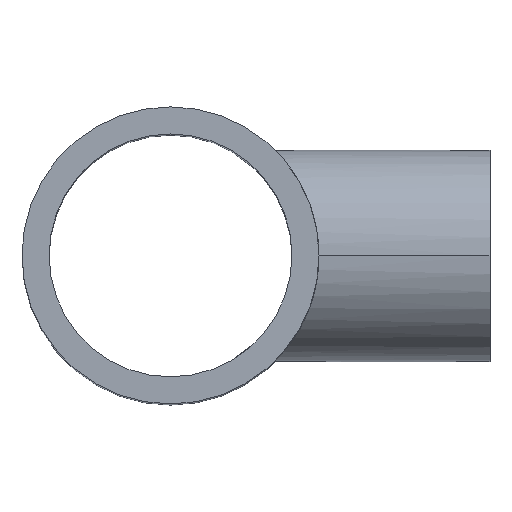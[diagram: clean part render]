
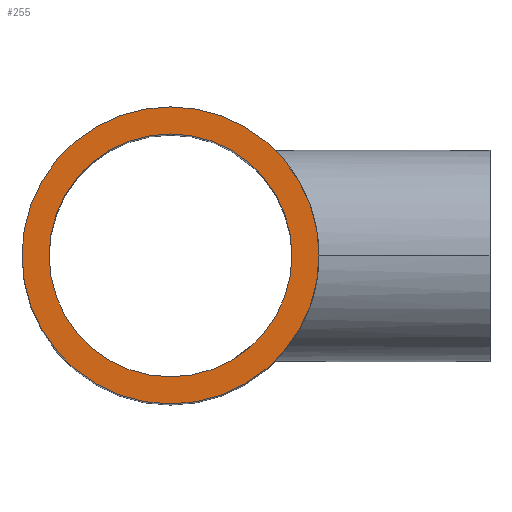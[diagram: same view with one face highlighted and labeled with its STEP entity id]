
A CAD part, top view. The second image highlights one B-rep face of the part: STEP entity #255.
In plain terms, the highlighted planar face has unit normal (0, 0, 1).
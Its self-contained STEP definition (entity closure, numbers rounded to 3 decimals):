
#22 = CIRCLE ( 'NONE', #170, 112.5 ) ;
#27 = CARTESIAN_POINT ( 'NONE',  ( 0., 0., 263.5 ) ) ;
#51 = EDGE_CURVE ( 'NONE', #589, #120, #22, .T. ) ;
#69 = DIRECTION ( 'NONE',  ( 0., 0., 1. ) ) ;
#92 = DIRECTION ( 'NONE',  ( 1., 0., 0. ) ) ;
#109 = CIRCLE ( 'NONE', #485, 92. ) ;
#120 = VERTEX_POINT ( 'NONE', #493 ) ;
#135 = EDGE_CURVE ( 'NONE', #310, #603, #109, .T. ) ;
#149 = DIRECTION ( 'NONE',  ( 1., 0., 0. ) ) ;
#157 = DIRECTION ( 'NONE',  ( 0., 0., 1. ) ) ;
#170 = AXIS2_PLACEMENT_3D ( 'NONE', #363, #69, #315 ) ;
#199 = PLANE ( 'NONE',  #314 ) ;
#207 = AXIS2_PLACEMENT_3D ( 'NONE', #619, #157, #92 ) ;
#208 = DIRECTION ( 'NONE',  ( 0., 0., 1. ) ) ;
#233 = AXIS2_PLACEMENT_3D ( 'NONE', #668, #370, #615 ) ;
#244 = ORIENTED_EDGE ( 'NONE', *, *, #271, .F. ) ;
#255 = ADVANCED_FACE ( 'NONE', ( #260, #437 ), #199, .T. ) ;
#260 = FACE_OUTER_BOUND ( 'NONE', #413, .T. ) ;
#267 = CARTESIAN_POINT ( 'NONE',  ( 92., 0., 263.5 ) ) ;
#271 = EDGE_CURVE ( 'NONE', #603, #310, #510, .T. ) ;
#310 = VERTEX_POINT ( 'NONE', #321 ) ;
#314 = AXIS2_PLACEMENT_3D ( 'NONE', #503, #564, #149 ) ;
#315 = DIRECTION ( 'NONE',  ( 1., 0., 0. ) ) ;
#321 = CARTESIAN_POINT ( 'NONE',  ( -92., 0., 263.5 ) ) ;
#334 = EDGE_CURVE ( 'NONE', #120, #589, #746, .T. ) ;
#363 = CARTESIAN_POINT ( 'NONE',  ( 0., 0., 263.5 ) ) ;
#370 = DIRECTION ( 'NONE',  ( 0., 0., 1. ) ) ;
#406 = ORIENTED_EDGE ( 'NONE', *, *, #51, .T. ) ;
#413 = EDGE_LOOP ( 'NONE', ( #406, #599 ) ) ;
#437 = FACE_BOUND ( 'NONE', #721, .T. ) ;
#485 = AXIS2_PLACEMENT_3D ( 'NONE', #27, #208, #488 ) ;
#488 = DIRECTION ( 'NONE',  ( 1., 0., 0. ) ) ;
#493 = CARTESIAN_POINT ( 'NONE',  ( 112.5, 0., 263.5 ) ) ;
#503 = CARTESIAN_POINT ( 'NONE',  ( 0., 0., 263.5 ) ) ;
#510 = CIRCLE ( 'NONE', #207, 92. ) ;
#564 = DIRECTION ( 'NONE',  ( 0., 0., 1. ) ) ;
#589 = VERTEX_POINT ( 'NONE', #747 ) ;
#599 = ORIENTED_EDGE ( 'NONE', *, *, #334, .T. ) ;
#603 = VERTEX_POINT ( 'NONE', #267 ) ;
#607 = ORIENTED_EDGE ( 'NONE', *, *, #135, .F. ) ;
#615 = DIRECTION ( 'NONE',  ( 1., 0., 0. ) ) ;
#619 = CARTESIAN_POINT ( 'NONE',  ( 0., 0., 263.5 ) ) ;
#668 = CARTESIAN_POINT ( 'NONE',  ( 0., 0., 263.5 ) ) ;
#721 = EDGE_LOOP ( 'NONE', ( #607, #244 ) ) ;
#746 = CIRCLE ( 'NONE', #233, 112.5 ) ;
#747 = CARTESIAN_POINT ( 'NONE',  ( -112.5, 0., 263.5 ) ) ;
